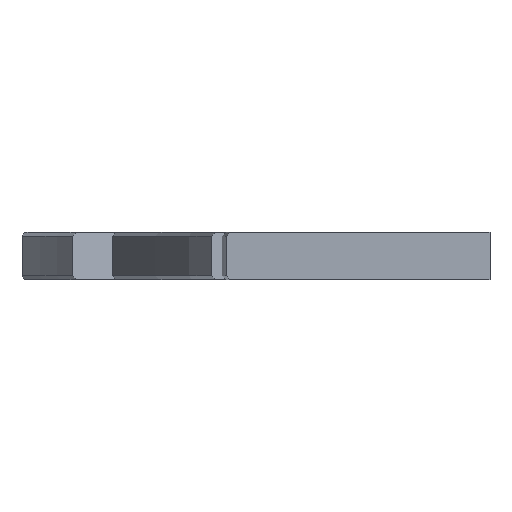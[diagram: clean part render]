
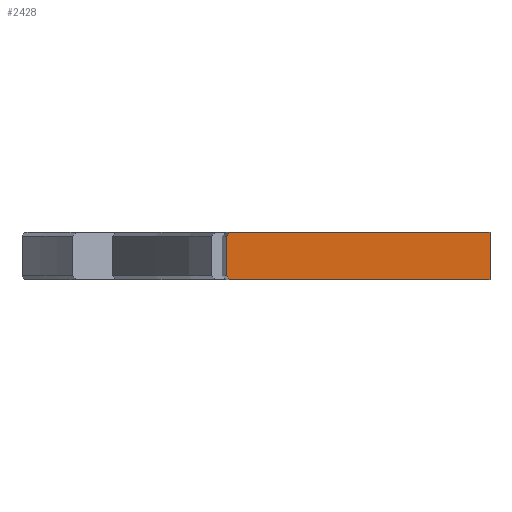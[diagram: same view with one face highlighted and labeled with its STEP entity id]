
A CAD part, front view. The second image highlights one B-rep face of the part: STEP entity #2428.
In plain terms, the highlighted planar face has unit normal (0, -1, 0).
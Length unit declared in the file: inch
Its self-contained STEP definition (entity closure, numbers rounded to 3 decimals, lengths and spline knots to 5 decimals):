
#123 = DIRECTION ( 'NONE',  ( -0.707, 0., -0.707 ) ) ;
#141 = CARTESIAN_POINT ( 'NONE',  ( 6.219, 0., -0.3425 ) ) ;
#150 = CARTESIAN_POINT ( 'NONE',  ( 6.219, 0., 0. ) ) ;
#160 = CARTESIAN_POINT ( 'NONE',  ( 0., 0., -6.25 ) ) ;
#263 = EDGE_CURVE ( 'NONE', #1312, #2672, #1028, .T. ) ;
#449 = LINE ( 'NONE', #150, #907 ) ;
#481 = VERTEX_POINT ( 'NONE', #879 ) ;
#550 = CARTESIAN_POINT ( 'NONE',  ( 6.219, 0., -0.3735 ) ) ;
#592 = ORIENTED_EDGE ( 'NONE', *, *, #1860, .T. ) ;
#608 = DIRECTION ( 'NONE',  ( 0.707, 0., -0.707 ) ) ;
#719 = EDGE_CURVE ( 'NONE', #1171, #2672, #1284, .T. ) ;
#727 = EDGE_LOOP ( 'NONE', ( #2157, #2095, #3337, #592, #1789, #1735 ) ) ;
#764 = CARTESIAN_POINT ( 'NONE',  ( 8.313, 0., 0. ) ) ;
#879 = CARTESIAN_POINT ( 'NONE',  ( 8.313, 0., -0.3735 ) ) ;
#889 = LINE ( 'NONE', #2337, #3529 ) ;
#891 = VERTEX_POINT ( 'NONE', #764 ) ;
#907 = VECTOR ( 'NONE', #1071, 39.37008 ) ;
#966 = AXIS2_PLACEMENT_3D ( 'NONE', #1092, #3482, #1697 ) ;
#1028 = LINE ( 'NONE', #160, #3517 ) ;
#1071 = DIRECTION ( 'NONE',  ( 1., 0., 0. ) ) ;
#1092 = CARTESIAN_POINT ( 'NONE',  ( 6.219, 0., -0.3735 ) ) ;
#1171 = VERTEX_POINT ( 'NONE', #141 ) ;
#1236 = CARTESIAN_POINT ( 'NONE',  ( 6.25, 0., -0.3735 ) ) ;
#1284 = LINE ( 'NONE', #3303, #1641 ) ;
#1312 = VERTEX_POINT ( 'NONE', #3331 ) ;
#1415 = EDGE_CURVE ( 'NONE', #1699, #481, #2057, .T. ) ;
#1422 = PLANE ( 'NONE',  #966 ) ;
#1641 = VECTOR ( 'NONE', #3360, 39.37008 ) ;
#1697 = DIRECTION ( 'NONE',  ( 0., 0., -1. ) ) ;
#1699 = VERTEX_POINT ( 'NONE', #1236 ) ;
#1707 = VECTOR ( 'NONE', #1760, 39.37008 ) ;
#1735 = ORIENTED_EDGE ( 'NONE', *, *, #263, .T. ) ;
#1737 = EDGE_CURVE ( 'NONE', #1171, #1699, #889, .T. ) ;
#1760 = DIRECTION ( 'NONE',  ( 1., 0., 0. ) ) ;
#1789 = ORIENTED_EDGE ( 'NONE', *, *, #3530, .F. ) ;
#1860 = EDGE_CURVE ( 'NONE', #481, #891, #2066, .T. ) ;
#2057 = LINE ( 'NONE', #550, #1707 ) ;
#2066 = LINE ( 'NONE', #2599, #3216 ) ;
#2095 = ORIENTED_EDGE ( 'NONE', *, *, #1737, .T. ) ;
#2157 = ORIENTED_EDGE ( 'NONE', *, *, #719, .F. ) ;
#2337 = CARTESIAN_POINT ( 'NONE',  ( 0., 0., 5.8765 ) ) ;
#2428 = ADVANCED_FACE ( 'NONE', ( #3755 ), #1422, .T. ) ;
#2527 = CARTESIAN_POINT ( 'NONE',  ( 6.219, 0., -0.031 ) ) ;
#2599 = CARTESIAN_POINT ( 'NONE',  ( 8.313, 0., -0.3735 ) ) ;
#2615 = DIRECTION ( 'NONE',  ( 0., 0., 1. ) ) ;
#2672 = VERTEX_POINT ( 'NONE', #2527 ) ;
#3216 = VECTOR ( 'NONE', #2615, 39.37008 ) ;
#3303 = CARTESIAN_POINT ( 'NONE',  ( 6.219, 0., -0.3735 ) ) ;
#3331 = CARTESIAN_POINT ( 'NONE',  ( 6.25, 0., 0. ) ) ;
#3337 = ORIENTED_EDGE ( 'NONE', *, *, #1415, .T. ) ;
#3360 = DIRECTION ( 'NONE',  ( 0., 0., 1. ) ) ;
#3482 = DIRECTION ( 'NONE',  ( 0., -1., 0. ) ) ;
#3517 = VECTOR ( 'NONE', #123, 39.37008 ) ;
#3529 = VECTOR ( 'NONE', #608, 39.37008 ) ;
#3530 = EDGE_CURVE ( 'NONE', #1312, #891, #449, .T. ) ;
#3755 = FACE_OUTER_BOUND ( 'NONE', #727, .T. ) ;
